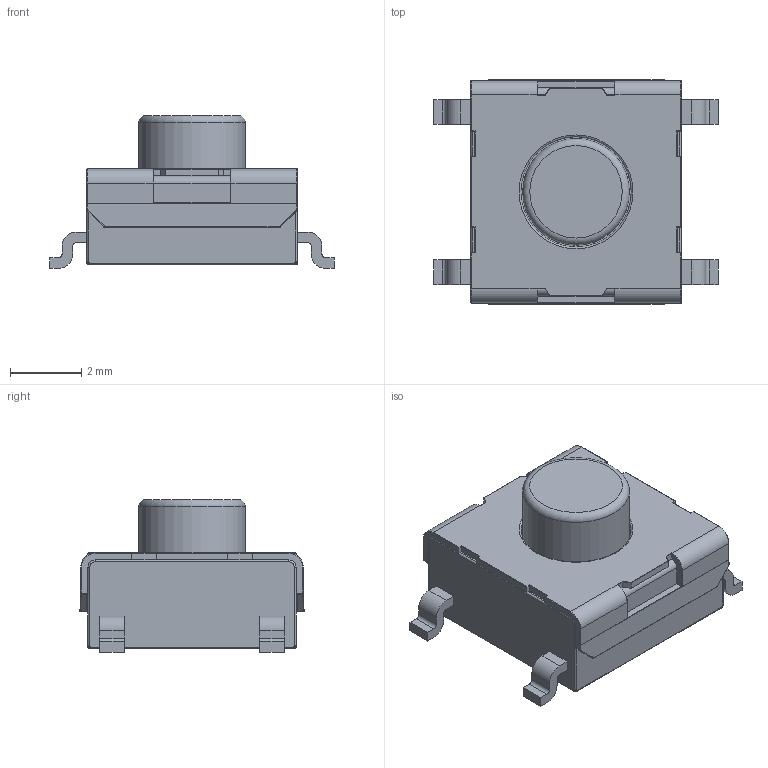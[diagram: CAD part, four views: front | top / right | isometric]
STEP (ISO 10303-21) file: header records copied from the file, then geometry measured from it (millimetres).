
FILE_DESCRIPTION(/* description */ (''),/* implementation_level */ '2;1');
FILE_NAME(/* name */ 'Omron - B3FS.step',/* time_stamp */ '2019-12-04T17:48:29+00:00',/* author */ (''),/* organization */ (''),/* preprocessor_version */ 'ST-DEVELOPER v18',/* originating_system */ 'Autodesk Translation Framework v8.12.0.6',/* authorisation */ '');
FILE_SCHEMA (('AUTOMOTIVE_DESIGN { 1 0 10303 214 3 1 1 }'));
Length unit declared in the file: millimetre
Products named in the file (1): Omron - B3FS
Bounding box: 8 x 6.3 x 4.3 mm (x, y, z)
Volume: 107.8 mm3; surface area: 183.9 mm2
Topology: 1 solids, 1 shells, 345 faces, 890 edges, 549 vertices
Faces by surface type: bspline 118, plane 110, cylinder 103, torus 14
Full cylindrical faces by diameter (mm): 3 x1, 3.1 x1
Entity records: 15157 total; most frequent: CARTESIAN_POINT 7032, ORIENTED_EDGE 1780, DIRECTION 1545, EDGE_CURVE 890, AXIS2_PLACEMENT_3D 578, VERTEX_POINT 549, LINE 389, VECTOR 389
